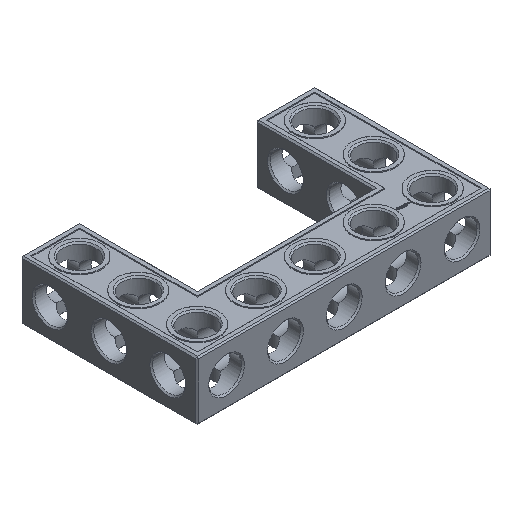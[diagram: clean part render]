
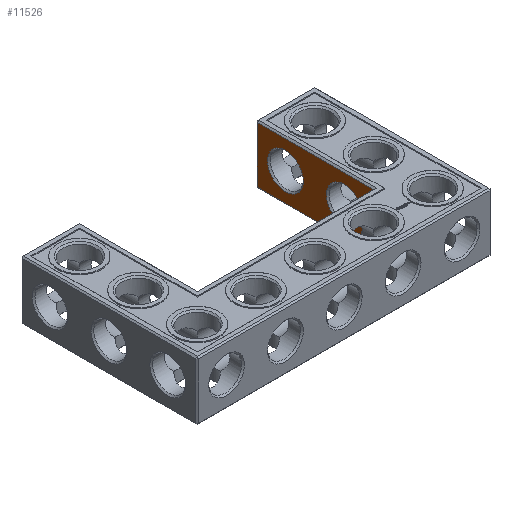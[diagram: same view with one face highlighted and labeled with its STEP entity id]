
A CAD part, isometric view. The second image highlights one B-rep face of the part: STEP entity #11526.
In plain terms, the highlighted planar face has unit normal (-1, 0, 0).
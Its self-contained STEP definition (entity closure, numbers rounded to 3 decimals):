
#1511 = PLANE('',#1512);
#1512 = AXIS2_PLACEMENT_3D('',#1513,#1514,#1515);
#1513 = CARTESIAN_POINT('',(-6.1,31.25,0.15));
#1514 = DIRECTION('',(-0.707,0.,-0.707));
#1515 = DIRECTION('',(0.,1.,0.));
#8272 = VERTEX_POINT('',#8273);
#8273 = CARTESIAN_POINT('',(-6.25,6.25,0.3));
#8287 = PLANE('',#8288);
#8288 = AXIS2_PLACEMENT_3D('',#8289,#8290,#8291);
#8289 = CARTESIAN_POINT('',(-43.75,6.25,0.));
#8290 = DIRECTION('',(0.,1.,0.));
#8291 = DIRECTION('',(1.,0.,0.));
#8325 = VERTEX_POINT('',#8326);
#8326 = CARTESIAN_POINT('',(-6.25,30.95,0.3));
#8352 = EDGE_CURVE('',#8325,#8272,#8353,.T.);
#8353 = SURFACE_CURVE('',#8354,(#8358,#8365),.PCURVE_S1.);
#8354 = LINE('',#8355,#8356);
#8355 = CARTESIAN_POINT('',(-6.25,31.25,0.3));
#8356 = VECTOR('',#8357,1.);
#8357 = DIRECTION('',(0.,-1.,0.));
#8358 = PCURVE('',#1511,#8359);
#8359 = DEFINITIONAL_REPRESENTATION('',(#8360),#8364);
#8360 = LINE('',#8361,#8362);
#8361 = CARTESIAN_POINT('',(-0.,-0.212));
#8362 = VECTOR('',#8363,1.);
#8363 = DIRECTION('',(-1.,0.));
#8364 = ( GEOMETRIC_REPRESENTATION_CONTEXT(2) 
PARAMETRIC_REPRESENTATION_CONTEXT() REPRESENTATION_CONTEXT('2D SPACE',''
  ) );
#8365 = PCURVE('',#8366,#8371);
#8366 = PLANE('',#8367);
#8367 = AXIS2_PLACEMENT_3D('',#8368,#8369,#8370);
#8368 = CARTESIAN_POINT('',(-6.25,31.25,0.));
#8369 = DIRECTION('',(1.,0.,0.));
#8370 = DIRECTION('',(0.,-1.,0.));
#8371 = DEFINITIONAL_REPRESENTATION('',(#8372),#8376);
#8372 = LINE('',#8373,#8374);
#8373 = CARTESIAN_POINT('',(0.,-0.3));
#8374 = VECTOR('',#8375,1.);
#8375 = DIRECTION('',(1.,0.));
#8376 = ( GEOMETRIC_REPRESENTATION_CONTEXT(2) 
PARAMETRIC_REPRESENTATION_CONTEXT() REPRESENTATION_CONTEXT('2D SPACE',''
  ) );
#11354 = VERTEX_POINT('',#11355);
#11355 = CARTESIAN_POINT('',(-6.25,6.25,12.2));
#11381 = EDGE_CURVE('',#8272,#11354,#11382,.T.);
#11382 = SURFACE_CURVE('',#11383,(#11387,#11394),.PCURVE_S1.);
#11383 = LINE('',#11384,#11385);
#11384 = CARTESIAN_POINT('',(-6.25,6.25,0.));
#11385 = VECTOR('',#11386,1.);
#11386 = DIRECTION('',(0.,0.,1.));
#11387 = PCURVE('',#8287,#11388);
#11388 = DEFINITIONAL_REPRESENTATION('',(#11389),#11393);
#11389 = LINE('',#11390,#11391);
#11390 = CARTESIAN_POINT('',(37.5,0.));
#11391 = VECTOR('',#11392,1.);
#11392 = DIRECTION('',(0.,-1.));
#11393 = ( GEOMETRIC_REPRESENTATION_CONTEXT(2) 
PARAMETRIC_REPRESENTATION_CONTEXT() REPRESENTATION_CONTEXT('2D SPACE',''
  ) );
#11394 = PCURVE('',#8366,#11395);
#11395 = DEFINITIONAL_REPRESENTATION('',(#11396),#11400);
#11396 = LINE('',#11397,#11398);
#11397 = CARTESIAN_POINT('',(25.,0.));
#11398 = VECTOR('',#11399,1.);
#11399 = DIRECTION('',(0.,-1.));
#11400 = ( GEOMETRIC_REPRESENTATION_CONTEXT(2) 
PARAMETRIC_REPRESENTATION_CONTEXT() REPRESENTATION_CONTEXT('2D SPACE',''
  ) );
#11515 = PLANE('',#11516);
#11516 = AXIS2_PLACEMENT_3D('',#11517,#11518,#11519);
#11517 = CARTESIAN_POINT('',(-6.1,31.1,0.));
#11518 = DIRECTION('',(-0.707,0.707,0.));
#11519 = DIRECTION('',(-0.,-0.,-1.));
#11526 = ADVANCED_FACE('',(#11527,#11580,#11615),#8366,.F.);
#11527 = FACE_BOUND('',#11528,.F.);
#11528 = EDGE_LOOP('',(#11529,#11530,#11531,#11554));
#11529 = ORIENTED_EDGE('',*,*,#11381,.F.);
#11530 = ORIENTED_EDGE('',*,*,#8352,.F.);
#11531 = ORIENTED_EDGE('',*,*,#11532,.T.);
#11532 = EDGE_CURVE('',#8325,#11533,#11535,.T.);
#11533 = VERTEX_POINT('',#11534);
#11534 = CARTESIAN_POINT('',(-6.25,30.95,12.2));
#11535 = SURFACE_CURVE('',#11536,(#11540,#11547),.PCURVE_S1.);
#11536 = LINE('',#11537,#11538);
#11537 = CARTESIAN_POINT('',(-6.25,30.95,0.));
#11538 = VECTOR('',#11539,1.);
#11539 = DIRECTION('',(0.,0.,1.));
#11540 = PCURVE('',#8366,#11541);
#11541 = DEFINITIONAL_REPRESENTATION('',(#11542),#11546);
#11542 = LINE('',#11543,#11544);
#11543 = CARTESIAN_POINT('',(0.3,0.));
#11544 = VECTOR('',#11545,1.);
#11545 = DIRECTION('',(0.,-1.));
#11546 = ( GEOMETRIC_REPRESENTATION_CONTEXT(2) 
PARAMETRIC_REPRESENTATION_CONTEXT() REPRESENTATION_CONTEXT('2D SPACE',''
  ) );
#11547 = PCURVE('',#11515,#11548);
#11548 = DEFINITIONAL_REPRESENTATION('',(#11549),#11553);
#11549 = LINE('',#11550,#11551);
#11550 = CARTESIAN_POINT('',(-0.,0.212));
#11551 = VECTOR('',#11552,1.);
#11552 = DIRECTION('',(-1.,0.));
#11553 = ( GEOMETRIC_REPRESENTATION_CONTEXT(2) 
PARAMETRIC_REPRESENTATION_CONTEXT() REPRESENTATION_CONTEXT('2D SPACE',''
  ) );
#11554 = ORIENTED_EDGE('',*,*,#11555,.T.);
#11555 = EDGE_CURVE('',#11533,#11354,#11556,.T.);
#11556 = SURFACE_CURVE('',#11557,(#11561,#11568),.PCURVE_S1.);
#11557 = LINE('',#11558,#11559);
#11558 = CARTESIAN_POINT('',(-6.25,31.25,12.2));
#11559 = VECTOR('',#11560,1.);
#11560 = DIRECTION('',(0.,-1.,0.));
#11561 = PCURVE('',#8366,#11562);
#11562 = DEFINITIONAL_REPRESENTATION('',(#11563),#11567);
#11563 = LINE('',#11564,#11565);
#11564 = CARTESIAN_POINT('',(0.,-12.2));
#11565 = VECTOR('',#11566,1.);
#11566 = DIRECTION('',(1.,0.));
#11567 = ( GEOMETRIC_REPRESENTATION_CONTEXT(2) 
PARAMETRIC_REPRESENTATION_CONTEXT() REPRESENTATION_CONTEXT('2D SPACE',''
  ) );
#11568 = PCURVE('',#11569,#11574);
#11569 = PLANE('',#11570);
#11570 = AXIS2_PLACEMENT_3D('',#11571,#11572,#11573);
#11571 = CARTESIAN_POINT('',(-6.1,31.25,12.35));
#11572 = DIRECTION('',(0.707,0.,-0.707));
#11573 = DIRECTION('',(0.,1.,0.));
#11574 = DEFINITIONAL_REPRESENTATION('',(#11575),#11579);
#11575 = LINE('',#11576,#11577);
#11576 = CARTESIAN_POINT('',(-0.,-0.212));
#11577 = VECTOR('',#11578,1.);
#11578 = DIRECTION('',(-1.,0.));
#11579 = ( GEOMETRIC_REPRESENTATION_CONTEXT(2) 
PARAMETRIC_REPRESENTATION_CONTEXT() REPRESENTATION_CONTEXT('2D SPACE',''
  ) );
#11580 = FACE_BOUND('',#11581,.F.);
#11581 = EDGE_LOOP('',(#11582));
#11582 = ORIENTED_EDGE('',*,*,#11583,.T.);
#11583 = EDGE_CURVE('',#11584,#11584,#11586,.T.);
#11584 = VERTEX_POINT('',#11585);
#11585 = CARTESIAN_POINT('',(-6.25,12.5,10.05));
#11586 = SURFACE_CURVE('',#11587,(#11592,#11603),.PCURVE_S1.);
#11587 = CIRCLE('',#11588,3.8);
#11588 = AXIS2_PLACEMENT_3D('',#11589,#11590,#11591);
#11589 = CARTESIAN_POINT('',(-6.25,12.5,6.25));
#11590 = DIRECTION('',(-1.,0.,0.));
#11591 = DIRECTION('',(0.,0.,1.));
#11592 = PCURVE('',#8366,#11593);
#11593 = DEFINITIONAL_REPRESENTATION('',(#11594),#11602);
#11594 = ( BOUNDED_CURVE() B_SPLINE_CURVE(2,(#11595,#11596,#11597,#11598
    ,#11599,#11600,#11601),.UNSPECIFIED.,.T.,.F.) 
B_SPLINE_CURVE_WITH_KNOTS((1,2,2,2,2,1),(-2.094,0.,
    2.094,4.189,6.283,8.378),
.UNSPECIFIED.) CURVE() GEOMETRIC_REPRESENTATION_ITEM() 
RATIONAL_B_SPLINE_CURVE((1.,0.5,1.,0.5,1.,0.5,1.)) REPRESENTATION_ITEM(
  '') );
#11595 = CARTESIAN_POINT('',(18.75,-10.05));
#11596 = CARTESIAN_POINT('',(12.168,-10.05));
#11597 = CARTESIAN_POINT('',(15.459,-4.35));
#11598 = CARTESIAN_POINT('',(18.75,1.35));
#11599 = CARTESIAN_POINT('',(22.041,-4.35));
#11600 = CARTESIAN_POINT('',(25.332,-10.05));
#11601 = CARTESIAN_POINT('',(18.75,-10.05));
#11602 = ( GEOMETRIC_REPRESENTATION_CONTEXT(2) 
PARAMETRIC_REPRESENTATION_CONTEXT() REPRESENTATION_CONTEXT('2D SPACE',''
  ) );
#11603 = PCURVE('',#11604,#11609);
#11604 = CONICAL_SURFACE('',#11605,3.5,0.785);
#11605 = AXIS2_PLACEMENT_3D('',#11606,#11607,#11608);
#11606 = CARTESIAN_POINT('',(-5.95,12.5,6.25));
#11607 = DIRECTION('',(-1.,-0.,0.));
#11608 = DIRECTION('',(0.,0.,1.));
#11609 = DEFINITIONAL_REPRESENTATION('',(#11610),#11614);
#11610 = LINE('',#11611,#11612);
#11611 = CARTESIAN_POINT('',(0.,0.3));
#11612 = VECTOR('',#11613,1.);
#11613 = DIRECTION('',(1.,0.));
#11614 = ( GEOMETRIC_REPRESENTATION_CONTEXT(2) 
PARAMETRIC_REPRESENTATION_CONTEXT() REPRESENTATION_CONTEXT('2D SPACE',''
  ) );
#11615 = FACE_BOUND('',#11616,.F.);
#11616 = EDGE_LOOP('',(#11617));
#11617 = ORIENTED_EDGE('',*,*,#11618,.T.);
#11618 = EDGE_CURVE('',#11619,#11619,#11621,.T.);
#11619 = VERTEX_POINT('',#11620);
#11620 = CARTESIAN_POINT('',(-6.25,25.,10.05));
#11621 = SURFACE_CURVE('',#11622,(#11627,#11638),.PCURVE_S1.);
#11622 = CIRCLE('',#11623,3.8);
#11623 = AXIS2_PLACEMENT_3D('',#11624,#11625,#11626);
#11624 = CARTESIAN_POINT('',(-6.25,25.,6.25));
#11625 = DIRECTION('',(-1.,0.,0.));
#11626 = DIRECTION('',(0.,0.,1.));
#11627 = PCURVE('',#8366,#11628);
#11628 = DEFINITIONAL_REPRESENTATION('',(#11629),#11637);
#11629 = ( BOUNDED_CURVE() B_SPLINE_CURVE(2,(#11630,#11631,#11632,#11633
    ,#11634,#11635,#11636),.UNSPECIFIED.,.T.,.F.) 
B_SPLINE_CURVE_WITH_KNOTS((1,2,2,2,2,1),(-2.094,0.,
    2.094,4.189,6.283,8.378),
.UNSPECIFIED.) CURVE() GEOMETRIC_REPRESENTATION_ITEM() 
RATIONAL_B_SPLINE_CURVE((1.,0.5,1.,0.5,1.,0.5,1.)) REPRESENTATION_ITEM(
  '') );
#11630 = CARTESIAN_POINT('',(6.25,-10.05));
#11631 = CARTESIAN_POINT('',(-0.332,-10.05));
#11632 = CARTESIAN_POINT('',(2.959,-4.35));
#11633 = CARTESIAN_POINT('',(6.25,1.35));
#11634 = CARTESIAN_POINT('',(9.541,-4.35));
#11635 = CARTESIAN_POINT('',(12.832,-10.05));
#11636 = CARTESIAN_POINT('',(6.25,-10.05));
#11637 = ( GEOMETRIC_REPRESENTATION_CONTEXT(2) 
PARAMETRIC_REPRESENTATION_CONTEXT() REPRESENTATION_CONTEXT('2D SPACE',''
  ) );
#11638 = PCURVE('',#11639,#11644);
#11639 = CONICAL_SURFACE('',#11640,3.5,0.785);
#11640 = AXIS2_PLACEMENT_3D('',#11641,#11642,#11643);
#11641 = CARTESIAN_POINT('',(-5.95,25.,6.25));
#11642 = DIRECTION('',(-1.,-0.,0.));
#11643 = DIRECTION('',(0.,0.,1.));
#11644 = DEFINITIONAL_REPRESENTATION('',(#11645),#11649);
#11645 = LINE('',#11646,#11647);
#11646 = CARTESIAN_POINT('',(0.,0.3));
#11647 = VECTOR('',#11648,1.);
#11648 = DIRECTION('',(1.,0.));
#11649 = ( GEOMETRIC_REPRESENTATION_CONTEXT(2) 
PARAMETRIC_REPRESENTATION_CONTEXT() REPRESENTATION_CONTEXT('2D SPACE',''
  ) );
